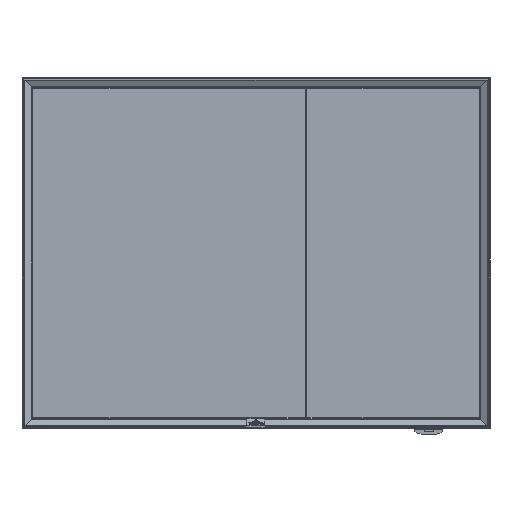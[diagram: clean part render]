
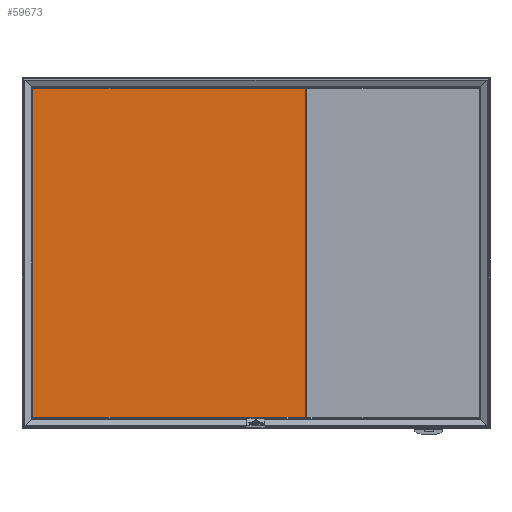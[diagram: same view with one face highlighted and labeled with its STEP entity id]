
A CAD part, front view. The second image highlights one B-rep face of the part: STEP entity #59673.
In plain terms, the highlighted planar face has unit normal (0, -1, 0).
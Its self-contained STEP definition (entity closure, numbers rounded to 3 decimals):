
#8268=FACE_OUTER_BOUND('',#11622,.T.);
#11622=EDGE_LOOP('',(#53952,#53953,#53954,#53955));
#16972=LINE('',#103925,#22500);
#16976=LINE('',#103934,#22504);
#16981=LINE('',#103942,#22509);
#16983=LINE('',#103946,#22511);
#22500=VECTOR('',#82987,583.);
#22504=VECTOR('',#82993,583.);
#22509=VECTOR('',#83000,703.);
#22511=VECTOR('',#83006,703.);
#28251=VERTEX_POINT('',#103923);
#28252=VERTEX_POINT('',#103924);
#28255=VERTEX_POINT('',#103932);
#28256=VERTEX_POINT('',#103933);
#36878=EDGE_CURVE('',#28251,#28252,#16972,.T.);
#36882=EDGE_CURVE('',#28255,#28256,#16976,.T.);
#36887=EDGE_CURVE('',#28251,#28256,#16981,.T.);
#36889=EDGE_CURVE('',#28252,#28255,#16983,.T.);
#53952=ORIENTED_EDGE('',*,*,#36887,.T.);
#53953=ORIENTED_EDGE('',*,*,#36882,.F.);
#53954=ORIENTED_EDGE('',*,*,#36889,.F.);
#53955=ORIENTED_EDGE('',*,*,#36878,.F.);
#56574=PLANE('',#65763);
#59673=ADVANCED_FACE('',(#8268),#56574,.F.);
#65763=AXIS2_PLACEMENT_3D('',#103947,#83007,#83008);
#82987=DIRECTION('',(1.,0.,0.));
#82993=DIRECTION('',(-1.,0.,0.));
#83000=DIRECTION('',(0.,0.,-1.));
#83006=DIRECTION('',(0.,0.,-1.));
#83007=DIRECTION('center_axis',(0.,1.,0.));
#83008=DIRECTION('ref_axis',(0.,0.,1.));
#103923=CARTESIAN_POINT('',(23.,8.,727.5));
#103924=CARTESIAN_POINT('',(606.,8.,727.5));
#103925=CARTESIAN_POINT('',(314.5,8.,727.5));
#103932=CARTESIAN_POINT('',(606.,8.,24.5));
#103933=CARTESIAN_POINT('',(23.,8.,24.5));
#103934=CARTESIAN_POINT('',(314.5,8.,24.5));
#103942=CARTESIAN_POINT('',(23.,8.,375.5));
#103946=CARTESIAN_POINT('',(606.,8.,375.5));
#103947=CARTESIAN_POINT('Origin',(314.5,8.,375.5));
